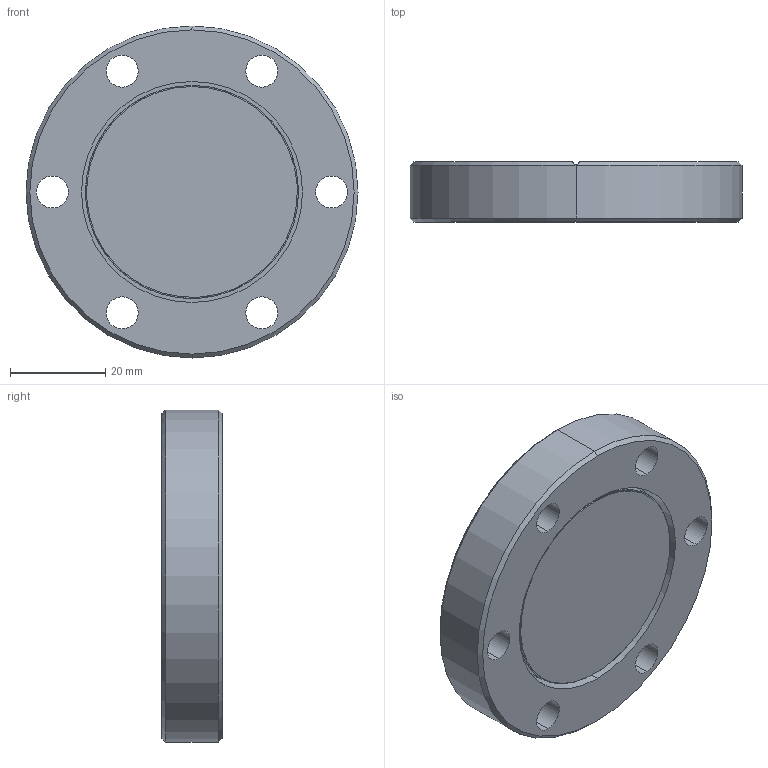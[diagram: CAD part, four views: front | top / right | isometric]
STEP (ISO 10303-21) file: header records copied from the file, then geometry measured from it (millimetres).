
FILE_DESCRIPTION (( 'STEP AP203' ), '1' );
FILE_NAME ('A17424-1-CF.STEP', '2019-04-05T14:41:58', ( '' ), ( '' ), 'SwSTEP 2.0', 'SolidWorks 2019', '' );
FILE_SCHEMA (( 'CONFIG_CONTROL_DESIGN' ));
Length unit declared in the file: inch
Products named in the file (1): A17424-1-CF
Bounding box: 69.85 x 12.7 x 69.85 mm (x, y, z)
Volume: 32369.7 mm3; surface area: 16768 mm2
Topology: 1 solids, 1 shells, 72 faces, 167 edges, 106 vertices
Faces by surface type: cylinder 43, plane 13, cone 12, bspline 4
Entity records: 2272 total; most frequent: CARTESIAN_POINT 478, DIRECTION 391, ORIENTED_EDGE 334, EDGE_CURVE 167, AXIS2_PLACEMENT_3D 167, VERTEX_POINT 106, CIRCLE 98, EDGE_LOOP 93
